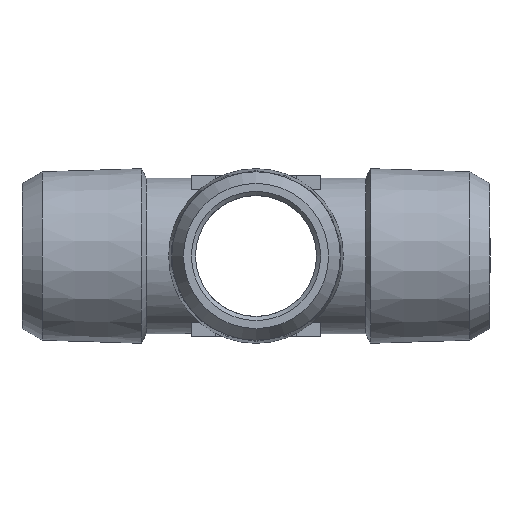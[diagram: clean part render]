
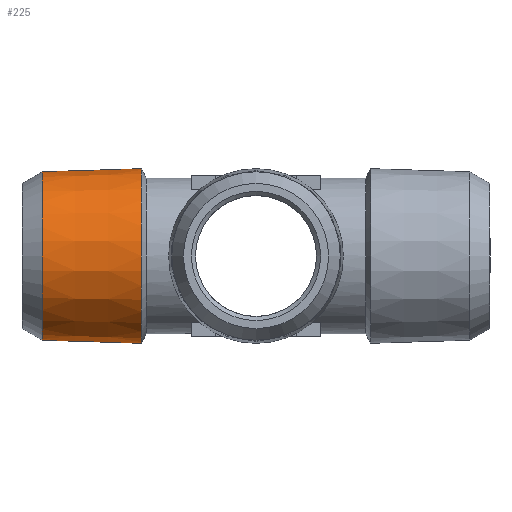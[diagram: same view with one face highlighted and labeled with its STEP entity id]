
A CAD part, left-side view. The second image highlights one B-rep face of the part: STEP entity #225.
In plain terms, the highlighted conical face has half-angle 1.79 degrees and reference radius 10.435 mm.
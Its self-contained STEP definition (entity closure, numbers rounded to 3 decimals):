
#123 = AXIS2_PLACEMENT_3D ( 'NONE', #1013, #1004, #1040 ) ;
#138 = EDGE_CURVE ( 'NONE', #302, #302, #478, .T. ) ;
#161 = EDGE_CURVE ( 'NONE', #275, #275, #457, .T. ) ;
#184 = AXIS2_PLACEMENT_3D ( 'NONE', #1224, #1223, #1221 ) ;
#193 = AXIS2_PLACEMENT_3D ( 'NONE', #1293, #1291, #1290 ) ;
#225 = ADVANCED_FACE ( 'NONE', ( #418, #413 ), #403, .T. ) ;
#275 = VERTEX_POINT ( 'NONE', #816 ) ;
#302 = VERTEX_POINT ( 'NONE', #826 ) ;
#403 = CONICAL_SURFACE ( 'NONE', #123, 10.435, 0.031 ) ;
#413 = FACE_OUTER_BOUND ( 'NONE', #599, .T. ) ;
#418 = FACE_BOUND ( 'NONE', #598, .T. ) ;
#457 = CIRCLE ( 'NONE', #184, 10.819 ) ;
#478 = CIRCLE ( 'NONE', #193, 10.435 ) ;
#598 = EDGE_LOOP ( 'NONE', ( #747 ) ) ;
#599 = EDGE_LOOP ( 'NONE', ( #735 ) ) ;
#735 = ORIENTED_EDGE ( 'NONE', *, *, #161, .F. ) ;
#747 = ORIENTED_EDGE ( 'NONE', *, *, #138, .T. ) ;
#816 = CARTESIAN_POINT ( 'NONE',  ( -16.5, 14.216, -10.819 ) ) ;
#826 = CARTESIAN_POINT ( 'NONE',  ( -16.5, 26.515, -10.435 ) ) ;
#1004 = DIRECTION ( 'NONE',  ( 0., -1., 0. ) ) ;
#1013 = CARTESIAN_POINT ( 'NONE',  ( -16.5, 26.515, 0. ) ) ;
#1040 = DIRECTION ( 'NONE',  ( 1., 0., 0. ) ) ;
#1221 = DIRECTION ( 'NONE',  ( 0., 0., -1. ) ) ;
#1223 = DIRECTION ( 'NONE',  ( 0., -1., 0. ) ) ;
#1224 = CARTESIAN_POINT ( 'NONE',  ( -16.5, 14.216, 0. ) ) ;
#1290 = DIRECTION ( 'NONE',  ( 0., 0., -1. ) ) ;
#1291 = DIRECTION ( 'NONE',  ( 0., -1., 0. ) ) ;
#1293 = CARTESIAN_POINT ( 'NONE',  ( -16.5, 26.515, 0. ) ) ;
